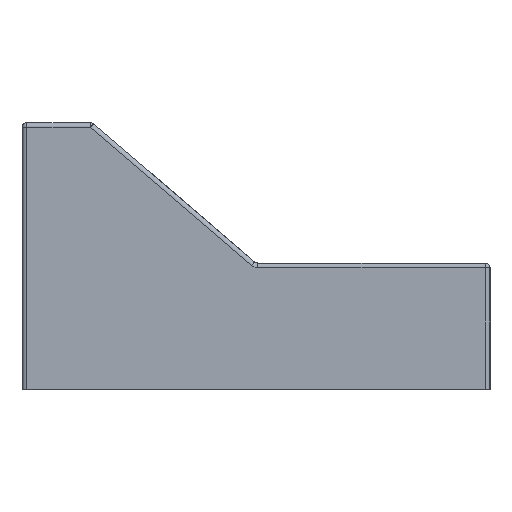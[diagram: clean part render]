
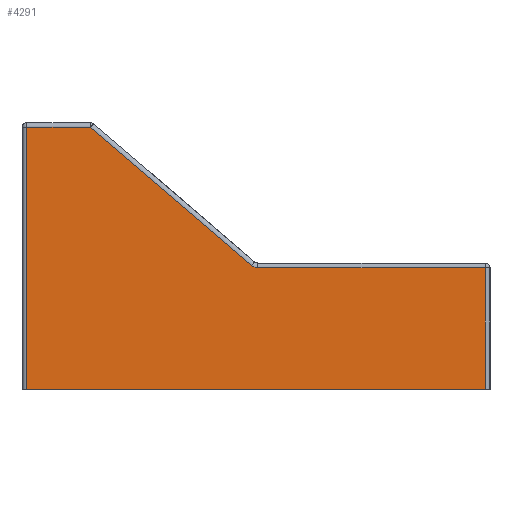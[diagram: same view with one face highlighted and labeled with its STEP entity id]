
A CAD part, left-side view. The second image highlights one B-rep face of the part: STEP entity #4291.
In plain terms, the highlighted planar face has unit normal (-1, 0, 0).
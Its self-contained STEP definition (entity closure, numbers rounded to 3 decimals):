
#411=LINE('',#7307,#768);
#413=LINE('',#7311,#770);
#416=LINE('',#7330,#773);
#417=LINE('',#7332,#774);
#422=LINE('',#7342,#779);
#432=LINE('',#7366,#789);
#768=VECTOR('',#5860,10.);
#770=VECTOR('',#5864,10.);
#773=VECTOR('',#5887,10.);
#774=VECTOR('',#5890,10.);
#779=VECTOR('',#5901,10.);
#789=VECTOR('',#5925,10.);
#1187=FACE_OUTER_BOUND('',#1469,.T.);
#1469=EDGE_LOOP('',(#3863,#3864,#3865,#3866,#3867,#3868,#3869));
#1685=CIRCLE('',#4722,4.);
#2019=VERTEX_POINT('',#7228);
#2046=VERTEX_POINT('',#7300);
#2048=VERTEX_POINT('',#7305);
#2049=VERTEX_POINT('',#7310);
#2051=VERTEX_POINT('',#7316);
#2054=VERTEX_POINT('',#7323);
#2055=VERTEX_POINT('',#7324);
#2595=EDGE_CURVE('',#2048,#2046,#411,.T.);
#2597=EDGE_CURVE('',#2019,#2049,#413,.T.);
#2603=EDGE_CURVE('',#2054,#2055,#1685,.T.);
#2607=EDGE_CURVE('',#2055,#2019,#416,.T.);
#2608=EDGE_CURVE('',#2051,#2054,#417,.T.);
#2614=EDGE_CURVE('',#2046,#2051,#422,.T.);
#2627=EDGE_CURVE('',#2049,#2048,#432,.T.);
#3863=ORIENTED_EDGE('',*,*,#2595,.F.);
#3864=ORIENTED_EDGE('',*,*,#2627,.F.);
#3865=ORIENTED_EDGE('',*,*,#2597,.F.);
#3866=ORIENTED_EDGE('',*,*,#2607,.F.);
#3867=ORIENTED_EDGE('',*,*,#2603,.F.);
#3868=ORIENTED_EDGE('',*,*,#2608,.F.);
#3869=ORIENTED_EDGE('',*,*,#2614,.F.);
#4045=PLANE('',#4802);
#4291=ADVANCED_FACE('',(#1187),#4045,.T.);
#4722=AXIS2_PLACEMENT_3D('',#7325,#5878,#5879);
#4802=AXIS2_PLACEMENT_3D('',#7521,#6108,#6109);
#5860=DIRECTION('',(0.,0.,1.));
#5864=DIRECTION('',(0.,0.,-1.));
#5878=DIRECTION('center_axis',(-1.,0.,0.));
#5879=DIRECTION('ref_axis',(0.,0.347,-0.938));
#5887=DIRECTION('',(0.,-1.,0.));
#5890=DIRECTION('',(0.,-0.759,-0.651));
#5901=DIRECTION('',(0.,-1.,0.));
#5925=DIRECTION('',(0.,1.,0.));
#6108=DIRECTION('center_axis',(-1.,0.,0.));
#6109=DIRECTION('ref_axis',(0.,-1.,0.));
#7228=CARTESIAN_POINT('',(0.,2.,50.));
#7300=CARTESIAN_POINT('',(0.,198.,110.));
#7305=CARTESIAN_POINT('',(0.,198.,-2.));
#7307=CARTESIAN_POINT('',(0.,198.,0.));
#7310=CARTESIAN_POINT('',(0.,2.,-2.));
#7311=CARTESIAN_POINT('',(0.,2.,0.));
#7316=CARTESIAN_POINT('',(0.,170.74,110.));
#7323=CARTESIAN_POINT('',(0.,101.863,50.963));
#7324=CARTESIAN_POINT('',(0.,99.26,50.));
#7325=CARTESIAN_POINT('Origin',(0.,99.26,54.));
#7330=CARTESIAN_POINT('',(0.,150.,50.));
#7332=CARTESIAN_POINT('',(0.,117.278,64.176));
#7342=CARTESIAN_POINT('',(0.,175.,110.));
#7366=CARTESIAN_POINT('',(0.,0.,-2.));
#7521=CARTESIAN_POINT('Origin',(0.,200.,0.));
